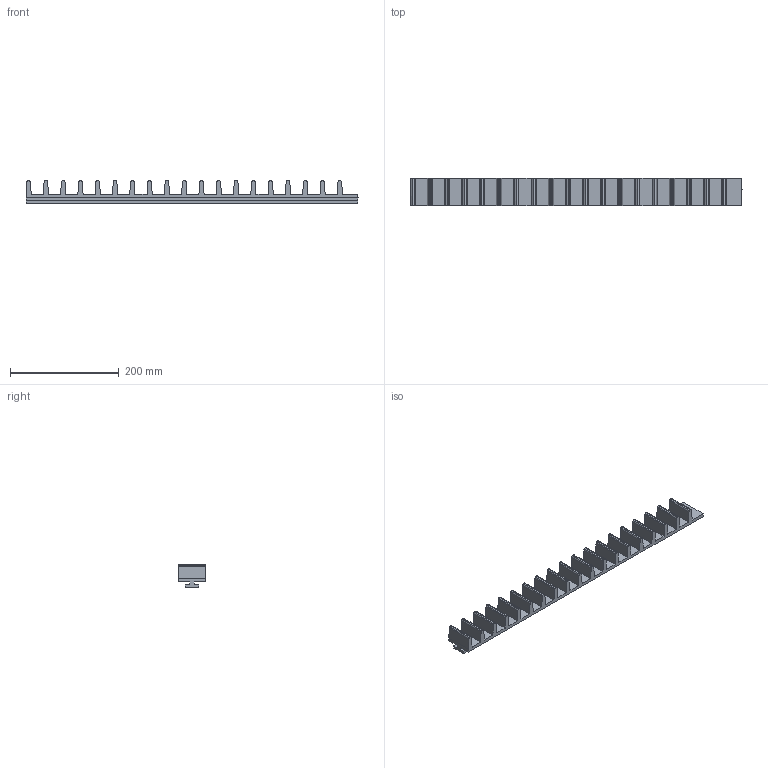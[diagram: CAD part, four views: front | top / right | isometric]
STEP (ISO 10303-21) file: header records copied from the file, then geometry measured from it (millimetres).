
FILE_DESCRIPTION((''),'2;1');
FILE_NAME('DE-393_SAW_TOOTH.stp','2007-03-29T09:16:25',( 'User'),('SDRC'),'I-DEAS Master Series 9','UNIX','Yes');
FILE_SCHEMA(('AUTOMOTIVE_DESIGN { 1 0 10303 214 1 1 1 1 }'));
Length unit declared in the file: inch
Products named in the file (1): DE-393
Bounding box: 609.6 x 50.8 x 41.91 mm (x, y, z)
Volume: 490712.6 mm3; surface area: 156120.7 mm2
Topology: 1 solids, 1 shells, 165 faces, 489 edges, 326 vertices
Faces by surface type: bspline 165
Entity records: 5944 total; most frequent: CARTESIAN_POINT 3181, ORIENTED_EDGE 978, EDGE_CURVE 489, VERTEX_POINT 326, QUASI_UNIFORM_CURVE 244, EDGE_LOOP 165, FACE_OUTER_BOUND 165, ADVANCED_FACE 165
